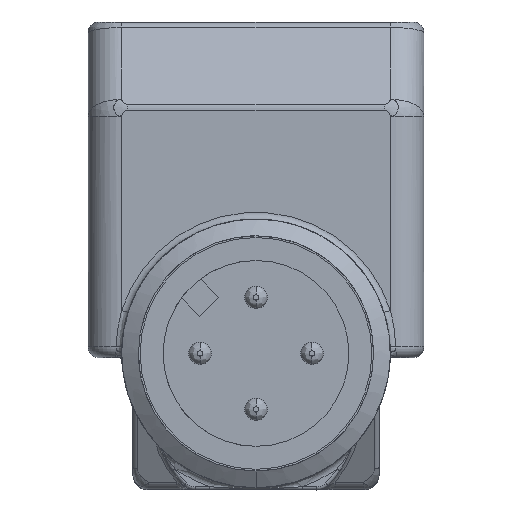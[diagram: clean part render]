
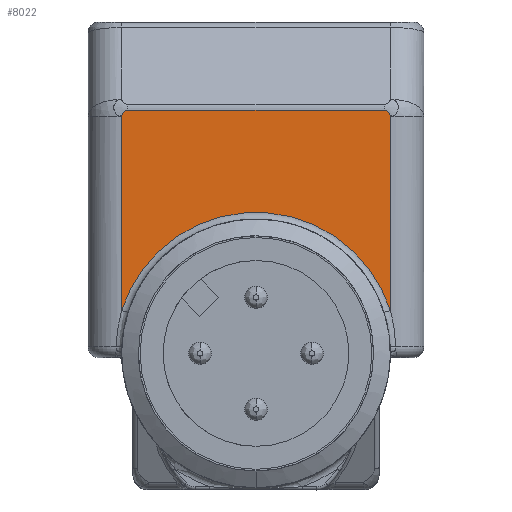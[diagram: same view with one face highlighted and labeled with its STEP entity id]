
A CAD part, front view. The second image highlights one B-rep face of the part: STEP entity #8022.
In plain terms, the highlighted planar face has unit normal (0, -1, 0).
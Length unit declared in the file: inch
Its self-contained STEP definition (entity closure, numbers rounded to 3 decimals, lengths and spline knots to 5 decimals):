
#375=DIRECTION('',(0.,0.,-1.));
#376=VECTOR('',#375,0.34162);
#377=CARTESIAN_POINT('',(-0.23622,-0.67913,
0.1574));
#378=LINE('',#377,#376);
#388=CARTESIAN_POINT('',(-0.23622,-0.67913,
0.1574));
#389=CARTESIAN_POINT('',(-0.23608,-0.67913,
0.16249));
#390=CARTESIAN_POINT('',(-0.23076,-0.67913,
0.16795));
#391=CARTESIAN_POINT('',(-0.22567,-0.67913,
0.16795));
#393=CARTESIAN_POINT('',(0.23622,-0.67913,
0.1574));
#394=CARTESIAN_POINT('',(0.23608,-0.67913,
0.16249));
#395=CARTESIAN_POINT('',(0.23076,-0.67913,
0.16795));
#396=CARTESIAN_POINT('',(0.22567,-0.67913,
0.16795));
#402=DIRECTION('',(0.,0.,1.));
#403=VECTOR('',#402,0.34162);
#404=CARTESIAN_POINT('',(0.23622,-0.67913,
-0.18422));
#405=LINE('',#404,#403);
#3580=CARTESIAN_POINT('',(-0.23622,-0.67913,
-0.18422));
#3600=CARTESIAN_POINT('',(0.,-0.67913,-0.25984));
#3601=DIRECTION('',(0.,-1.,0.));
#3602=DIRECTION('',(0.952,0.,0.305));
#3603=AXIS2_PLACEMENT_3D('',#3600,#3601,#3602);
#5633=DIRECTION('',(-1.,0.,0.));
#5634=VECTOR('',#5633,0.45134);
#5635=CARTESIAN_POINT('',(0.22567,-0.67913,
0.16795));
#5636=LINE('',#5635,#5634);
#6742=VERTEX_POINT('',#393);
#6743=VERTEX_POINT('',#396);
#6749=CARTESIAN_POINT('',(-0.22567,-0.67913,
0.16795));
#6750=VERTEX_POINT('',#6749);
#6751=VERTEX_POINT('',#388);
#7348=VERTEX_POINT('',#3580);
#7352=CARTESIAN_POINT('',(0.23622,-0.67913,
-0.18422));
#7353=VERTEX_POINT('',#7352);
#8004=CARTESIAN_POINT('',(-0.29528,-0.67913,
0.01969));
#8005=DIRECTION('',(0.,-1.,0.));
#8006=DIRECTION('',(1.,0.,0.));
#8007=AXIS2_PLACEMENT_3D('',#8004,#8005,#8006);
#8008=PLANE('',#8007);
#8010=ORIENTED_EDGE('',*,*,#8009,.F.);
#8012=ORIENTED_EDGE('',*,*,#8011,.T.);
#8013=ORIENTED_EDGE('',*,*,#7992,.F.);
#8015=ORIENTED_EDGE('',*,*,#8014,.T.);
#8017=ORIENTED_EDGE('',*,*,#8016,.F.);
#8019=ORIENTED_EDGE('',*,*,#8018,.F.);
#8020=EDGE_LOOP('',(#8010,#8012,#8013,#8015,#8017,#8019));
#8021=FACE_OUTER_BOUND('',#8020,.F.);
#8022=ADVANCED_FACE('',(#8021),#8008,.T.);
#392=B_SPLINE_CURVE_WITH_KNOTS('',3,(#388,#389,#390,#391),.UNSPECIFIED.,.F.,.F.,
(4,4),(0.,1.),.UNSPECIFIED.);
#397=B_SPLINE_CURVE_WITH_KNOTS('',3,(#393,#394,#395,#396),.UNSPECIFIED.,.F.,.F.,
(4,4),(0.,1.),.UNSPECIFIED.);
#3604=CIRCLE('',#3603,0.24803);
#7992=EDGE_CURVE('',#6751,#7348,#378,.T.);
#8009=EDGE_CURVE('',#7353,#6742,#405,.T.);
#8011=EDGE_CURVE('',#7353,#7348,#3604,.T.);
#8014=EDGE_CURVE('',#6751,#6750,#392,.T.);
#8016=EDGE_CURVE('',#6743,#6750,#5636,.T.);
#8018=EDGE_CURVE('',#6742,#6743,#397,.T.);
